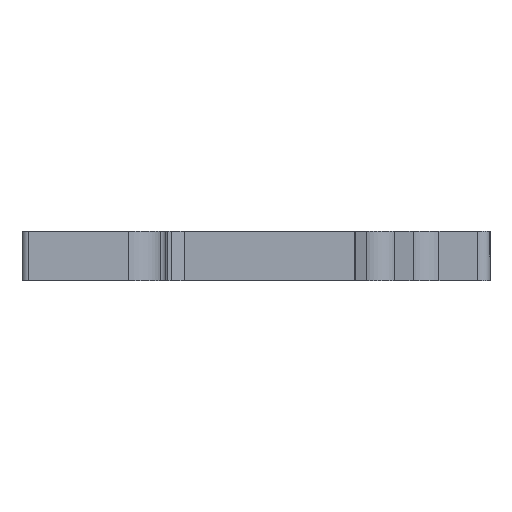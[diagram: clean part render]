
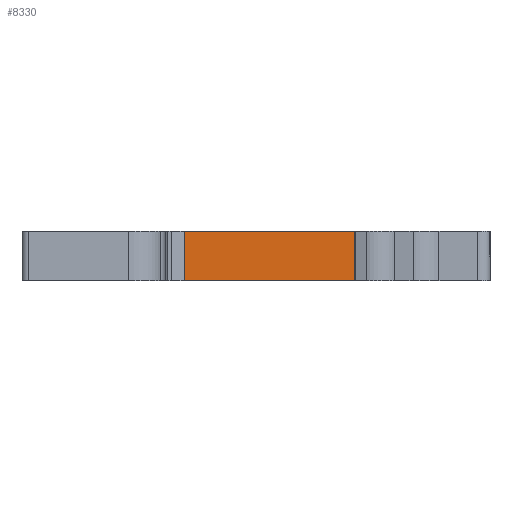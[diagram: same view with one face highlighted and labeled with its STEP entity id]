
A CAD part, front view. The second image highlights one B-rep face of the part: STEP entity #8330.
In plain terms, the highlighted planar face has unit normal (0, -1, 0).
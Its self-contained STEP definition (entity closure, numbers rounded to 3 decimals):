
#3019 = CARTESIAN_POINT ( 'NONE',  ( 1524.54, 993.624, 8.05 ) ) ;
#3113 = CARTESIAN_POINT ( 'NONE',  ( 1496.215, 993.624, 8.05 ) ) ;
#5147 = CARTESIAN_POINT ( 'NONE',  ( 1524.54, 993.624, 0. ) ) ;
#5229 = CARTESIAN_POINT ( 'NONE',  ( 1496.215, 993.624, 0. ) ) ;
#6986 = EDGE_CURVE ( 'NONE', #13261, #19715, #10725, .T. ) ;
#7000 = EDGE_CURVE ( 'NONE', #13163, #19668, #10774, .T. ) ;
#7034 = EDGE_CURVE ( 'NONE', #13163, #13261, #10855, .T. ) ;
#7639 = EDGE_CURVE ( 'NONE', #19715, #19668, #10580, .T. ) ;
#8330 = ADVANCED_FACE ( 'NONE', ( #18149 ), #18148, .T. ) ;
#10554 = CARTESIAN_POINT ( 'NONE',  ( 0., 993.624, 8.05 ) ) ;
#10560 = DIRECTION ( 'NONE',  ( 1., 0., 0. ) ) ;
#10580 = LINE ( 'NONE', #10554, #16374 ) ;
#10725 = LINE ( 'NONE', #10734, #16402 ) ;
#10728 = DIRECTION ( 'NONE',  ( 0., 0., 1. ) ) ;
#10734 = CARTESIAN_POINT ( 'NONE',  ( 1496.215, 993.624, -77.368 ) ) ;
#10774 = LINE ( 'NONE', #10784, #16417 ) ;
#10784 = CARTESIAN_POINT ( 'NONE',  ( 1524.54, 993.624, -77.368 ) ) ;
#10788 = DIRECTION ( 'NONE',  ( 0., 0., 1. ) ) ;
#10855 = LINE ( 'NONE', #10876, #16455 ) ;
#10876 = CARTESIAN_POINT ( 'NONE',  ( 1537.601, 993.624, 0. ) ) ;
#10890 = DIRECTION ( 'NONE',  ( -1., 0., 0. ) ) ;
#11596 = AXIS2_PLACEMENT_3D ( 'NONE', #18151, #18137, #18140 ) ;
#13163 = VERTEX_POINT ( 'NONE', #5147 ) ;
#13261 = VERTEX_POINT ( 'NONE', #5229 ) ;
#15863 = ORIENTED_EDGE ( 'NONE', *, *, #6986, .F. ) ;
#15865 = ORIENTED_EDGE ( 'NONE', *, *, #7639, .F. ) ;
#15870 = ORIENTED_EDGE ( 'NONE', *, *, #7000, .T. ) ;
#15898 = ORIENTED_EDGE ( 'NONE', *, *, #7034, .F. ) ;
#16374 = VECTOR ( 'NONE', #10560, 1000. ) ;
#16402 = VECTOR ( 'NONE', #10728, 1000. ) ;
#16417 = VECTOR ( 'NONE', #10788, 1000. ) ;
#16455 = VECTOR ( 'NONE', #10890, 1000. ) ;
#18137 = DIRECTION ( 'NONE',  ( 0., -1., 0. ) ) ;
#18140 = DIRECTION ( 'NONE',  ( 1., 0., 0. ) ) ;
#18148 = PLANE ( 'NONE',  #11596 ) ;
#18149 = FACE_OUTER_BOUND ( 'NONE', #19891, .T. ) ;
#18151 = CARTESIAN_POINT ( 'NONE',  ( 0., 993.624, -77.368 ) ) ;
#19668 = VERTEX_POINT ( 'NONE', #3019 ) ;
#19715 = VERTEX_POINT ( 'NONE', #3113 ) ;
#19891 = EDGE_LOOP ( 'NONE', ( #15863, #15898, #15870, #15865 ) ) ;
